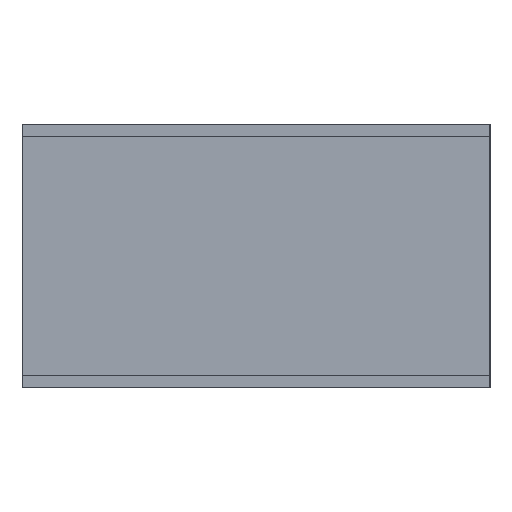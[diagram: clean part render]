
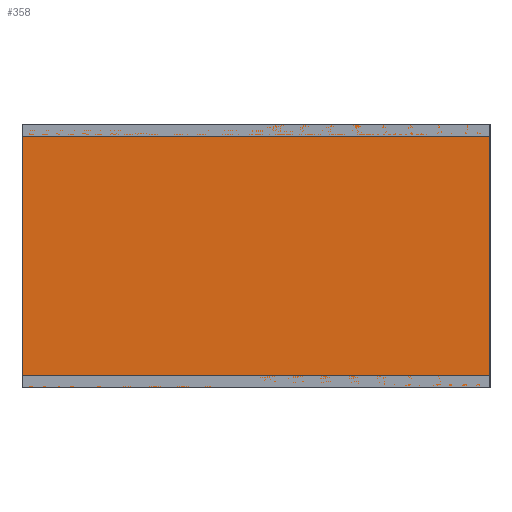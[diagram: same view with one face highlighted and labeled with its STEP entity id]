
A CAD part, left-side view. The second image highlights one B-rep face of the part: STEP entity #358.
In plain terms, the highlighted planar face has unit normal (-1, 0, 0).
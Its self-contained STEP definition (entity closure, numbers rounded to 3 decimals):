
#86 = ORIENTED_EDGE ( 'NONE', *, *, #605, .F. ) ;
#170 = EDGE_CURVE ( 'NONE', #922, #304, #793, .T. ) ;
#182 = LINE ( 'NONE', #1752, #954 ) ;
#204 = CARTESIAN_POINT ( 'NONE',  ( -0.8, 0.4, 0.45 ) ) ;
#207 = CARTESIAN_POINT ( 'NONE',  ( -0.8, -0.4, 0.45 ) ) ;
#232 = CARTESIAN_POINT ( 'NONE',  ( -0.8, 0.4, 0.45 ) ) ;
#245 = VECTOR ( 'NONE', #957, 1000. ) ;
#261 = EDGE_LOOP ( 'NONE', ( #1207, #1387, #86, #1120 ) ) ;
#282 = CARTESIAN_POINT ( 'NONE',  ( -0.8, -0.4, 0. ) ) ;
#304 = VERTEX_POINT ( 'NONE', #282 ) ;
#336 = FACE_OUTER_BOUND ( 'NONE', #261, .T. ) ;
#358 = ADVANCED_FACE ( 'NONE', ( #336 ), #1203, .F. ) ;
#363 = VERTEX_POINT ( 'NONE', #207 ) ;
#373 = DIRECTION ( 'NONE',  ( 0., 0., 1. ) ) ;
#605 = EDGE_CURVE ( 'NONE', #1031, #363, #939, .T. ) ;
#620 = DIRECTION ( 'NONE',  ( 0., 0., 1. ) ) ;
#641 = AXIS2_PLACEMENT_3D ( 'NONE', #1797, #1484, #917 ) ;
#657 = DIRECTION ( 'NONE',  ( 0., -1., 0. ) ) ;
#793 = LINE ( 'NONE', #1358, #1141 ) ;
#802 = EDGE_CURVE ( 'NONE', #304, #363, #182, .T. ) ;
#824 = VECTOR ( 'NONE', #373, 1000. ) ;
#917 = DIRECTION ( 'NONE',  ( 0., 1., 0. ) ) ;
#922 = VERTEX_POINT ( 'NONE', #1108 ) ;
#939 = LINE ( 'NONE', #232, #245 ) ;
#954 = VECTOR ( 'NONE', #620, 1000. ) ;
#957 = DIRECTION ( 'NONE',  ( 0., -1., 0. ) ) ;
#1031 = VERTEX_POINT ( 'NONE', #204 ) ;
#1108 = CARTESIAN_POINT ( 'NONE',  ( -0.8, 0.4, 0. ) ) ;
#1120 = ORIENTED_EDGE ( 'NONE', *, *, #1617, .F. ) ;
#1141 = VECTOR ( 'NONE', #657, 1000. ) ;
#1203 = PLANE ( 'NONE',  #641 ) ;
#1207 = ORIENTED_EDGE ( 'NONE', *, *, #170, .T. ) ;
#1349 = LINE ( 'NONE', #1524, #824 ) ;
#1358 = CARTESIAN_POINT ( 'NONE',  ( -0.8, 0.4, 0. ) ) ;
#1387 = ORIENTED_EDGE ( 'NONE', *, *, #802, .T. ) ;
#1484 = DIRECTION ( 'NONE',  ( 1., 0., 0. ) ) ;
#1524 = CARTESIAN_POINT ( 'NONE',  ( -0.8, 0.4, 0. ) ) ;
#1617 = EDGE_CURVE ( 'NONE', #922, #1031, #1349, .T. ) ;
#1752 = CARTESIAN_POINT ( 'NONE',  ( -0.8, -0.4, 0. ) ) ;
#1797 = CARTESIAN_POINT ( 'NONE',  ( -0.8, 0.4, 0. ) ) ;
